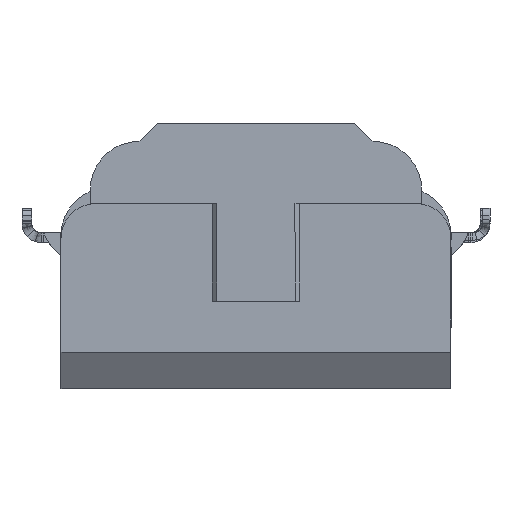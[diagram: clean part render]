
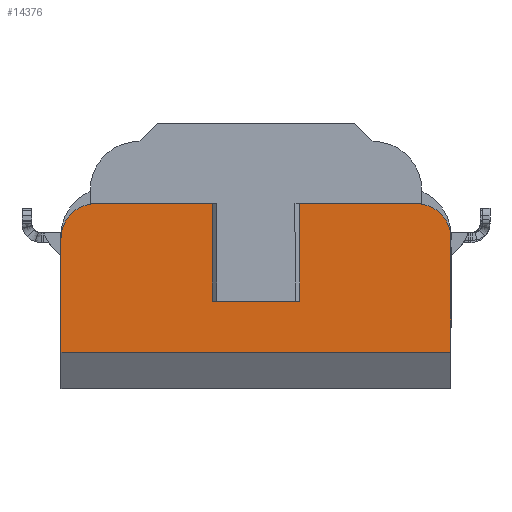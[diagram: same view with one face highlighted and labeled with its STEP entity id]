
A CAD part, left-side view. The second image highlights one B-rep face of the part: STEP entity #14376.
In plain terms, the highlighted planar face has unit normal (-1, 0, 0).
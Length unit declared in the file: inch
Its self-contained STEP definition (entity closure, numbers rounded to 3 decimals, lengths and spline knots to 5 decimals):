
#60 = LINE ( 'NONE', #6969, #2251 ) ;
#133 = CARTESIAN_POINT ( 'NONE',  ( -0.50197, 0.15748, 0.03103 ) ) ;
#1015 = CARTESIAN_POINT ( 'NONE',  ( -0.50197, 0., -0.01969 ) ) ;
#1341 = DIRECTION ( 'NONE',  ( 0., -1., 0. ) ) ;
#1591 = CARTESIAN_POINT ( 'NONE',  ( -0.50197, 0.03543, 0.05906 ) ) ;
#2207 = AXIS2_PLACEMENT_3D ( 'NONE', #17687, #17797, #19402 ) ;
#2251 = VECTOR ( 'NONE', #3523, 39.37008 ) ;
#2301 = ORIENTED_EDGE ( 'NONE', *, *, #4529, .F. ) ;
#2396 = AXIS2_PLACEMENT_3D ( 'NONE', #10170, #18830, #1341 ) ;
#2583 = DIRECTION ( 'NONE',  ( 0., 0., -1. ) ) ;
#2630 = ORIENTED_EDGE ( 'NONE', *, *, #5818, .T. ) ;
#2644 = DIRECTION ( 'NONE',  ( 0., 1., 0. ) ) ;
#2917 = VECTOR ( 'NONE', #2644, 39.37008 ) ;
#3126 = CIRCLE ( 'NONE', #9720, 0.02803 ) ;
#3166 = VERTEX_POINT ( 'NONE', #13478 ) ;
#3239 = EDGE_CURVE ( 'NONE', #19445, #3470, #12441, .T. ) ;
#3470 = VERTEX_POINT ( 'NONE', #17397 ) ;
#3523 = DIRECTION ( 'NONE',  ( 0., 0., 1. ) ) ;
#4031 = VERTEX_POINT ( 'NONE', #18229 ) ;
#4529 = EDGE_CURVE ( 'NONE', #19445, #7850, #20080, .T. ) ;
#5116 = VECTOR ( 'NONE', #2583, 39.37008 ) ;
#5121 = EDGE_CURVE ( 'NONE', #10581, #10753, #13954, .T. ) ;
#5140 = ORIENTED_EDGE ( 'NONE', *, *, #5121, .T. ) ;
#5574 = VECTOR ( 'NONE', #12103, 39.37008 ) ;
#5604 = DIRECTION ( 'NONE',  ( 0., 0., -1. ) ) ;
#5716 = LINE ( 'NONE', #7337, #18578 ) ;
#5818 = EDGE_CURVE ( 'NONE', #4031, #7850, #20365, .T. ) ;
#5840 = CARTESIAN_POINT ( 'NONE',  ( -0.50197, 0., -0.06102 ) ) ;
#6010 = CARTESIAN_POINT ( 'NONE',  ( -0.50197, 0.15748, -0.06102 ) ) ;
#6854 = LINE ( 'NONE', #8920, #21723 ) ;
#6969 = CARTESIAN_POINT ( 'NONE',  ( -0.50197, -0.15748, -0.015 ) ) ;
#7337 = CARTESIAN_POINT ( 'NONE',  ( -0.50197, -0.03543, 0.01969 ) ) ;
#7682 = ORIENTED_EDGE ( 'NONE', *, *, #22293, .T. ) ;
#7850 = VERTEX_POINT ( 'NONE', #13355 ) ;
#8161 = ORIENTED_EDGE ( 'NONE', *, *, #12253, .T. ) ;
#8258 = VERTEX_POINT ( 'NONE', #133 ) ;
#8920 = CARTESIAN_POINT ( 'NONE',  ( -0.50197, 0.15748, -0.015 ) ) ;
#9720 = AXIS2_PLACEMENT_3D ( 'NONE', #12144, #10065, #15240 ) ;
#9815 = ORIENTED_EDGE ( 'NONE', *, *, #19249, .T. ) ;
#10065 = DIRECTION ( 'NONE',  ( -1., 0., 0. ) ) ;
#10170 = CARTESIAN_POINT ( 'NONE',  ( -0.50197, 0., 0. ) ) ;
#10581 = VERTEX_POINT ( 'NONE', #16190 ) ;
#10662 = VERTEX_POINT ( 'NONE', #18934 ) ;
#10753 = VERTEX_POINT ( 'NONE', #15338 ) ;
#11323 = CARTESIAN_POINT ( 'NONE',  ( -0.50197, 0.03543, 0.01969 ) ) ;
#11499 = ORIENTED_EDGE ( 'NONE', *, *, #22224, .T. ) ;
#11799 = PLANE ( 'NONE',  #2396 ) ;
#11995 = CARTESIAN_POINT ( 'NONE',  ( -0.50197, -0.08244, 0.05906 ) ) ;
#12103 = DIRECTION ( 'NONE',  ( 0., 1., 0. ) ) ;
#12144 = CARTESIAN_POINT ( 'NONE',  ( -0.50197, 0.12945, 0.03103 ) ) ;
#12253 = EDGE_CURVE ( 'NONE', #3166, #4031, #5716, .T. ) ;
#12441 = LINE ( 'NONE', #15997, #16020 ) ;
#13355 = CARTESIAN_POINT ( 'NONE',  ( -0.50197, 0.03543, -0.01969 ) ) ;
#13478 = CARTESIAN_POINT ( 'NONE',  ( -0.50197, -0.03543, 0.05906 ) ) ;
#13831 = VERTEX_POINT ( 'NONE', #6010 ) ;
#13941 = EDGE_CURVE ( 'NONE', #10753, #3166, #18680, .T. ) ;
#13954 = CIRCLE ( 'NONE', #2207, 0.02803 ) ;
#14276 = EDGE_CURVE ( 'NONE', #3470, #8258, #3126, .T. ) ;
#14333 = ORIENTED_EDGE ( 'NONE', *, *, #14276, .T. ) ;
#14376 = ADVANCED_FACE ( 'NONE', ( #22744 ), #11799, .T. ) ;
#14476 = LINE ( 'NONE', #5840, #22742 ) ;
#15240 = DIRECTION ( 'NONE',  ( 0., 1., 0. ) ) ;
#15338 = CARTESIAN_POINT ( 'NONE',  ( -0.50197, -0.12945, 0.05906 ) ) ;
#15743 = EDGE_LOOP ( 'NONE', ( #2630, #2301, #21429, #14333, #7682, #9815, #11499, #5140, #17843, #8161 ) ) ;
#15997 = CARTESIAN_POINT ( 'NONE',  ( -0.50197, 0.08244, 0.05906 ) ) ;
#16020 = VECTOR ( 'NONE', #22702, 39.37008 ) ;
#16036 = DIRECTION ( 'NONE',  ( 0., 0., -1. ) ) ;
#16190 = CARTESIAN_POINT ( 'NONE',  ( -0.50197, -0.15748, 0.03103 ) ) ;
#17397 = CARTESIAN_POINT ( 'NONE',  ( -0.50197, 0.12945, 0.05906 ) ) ;
#17687 = CARTESIAN_POINT ( 'NONE',  ( -0.50197, -0.12945, 0.03103 ) ) ;
#17797 = DIRECTION ( 'NONE',  ( -1., 0., 0. ) ) ;
#17843 = ORIENTED_EDGE ( 'NONE', *, *, #13941, .T. ) ;
#18229 = CARTESIAN_POINT ( 'NONE',  ( -0.50197, -0.03543, -0.01969 ) ) ;
#18578 = VECTOR ( 'NONE', #5604, 39.37008 ) ;
#18680 = LINE ( 'NONE', #11995, #5574 ) ;
#18830 = DIRECTION ( 'NONE',  ( -1., 0., 0. ) ) ;
#18934 = CARTESIAN_POINT ( 'NONE',  ( -0.50197, -0.15748, -0.06102 ) ) ;
#19249 = EDGE_CURVE ( 'NONE', #13831, #10662, #14476, .T. ) ;
#19402 = DIRECTION ( 'NONE',  ( 0., 1., 0. ) ) ;
#19445 = VERTEX_POINT ( 'NONE', #1591 ) ;
#20080 = LINE ( 'NONE', #11323, #5116 ) ;
#20365 = LINE ( 'NONE', #1015, #2917 ) ;
#21429 = ORIENTED_EDGE ( 'NONE', *, *, #3239, .T. ) ;
#21509 = DIRECTION ( 'NONE',  ( 0., -1., 0. ) ) ;
#21723 = VECTOR ( 'NONE', #16036, 39.37008 ) ;
#22224 = EDGE_CURVE ( 'NONE', #10662, #10581, #60, .T. ) ;
#22293 = EDGE_CURVE ( 'NONE', #8258, #13831, #6854, .T. ) ;
#22702 = DIRECTION ( 'NONE',  ( 0., 1., 0. ) ) ;
#22742 = VECTOR ( 'NONE', #21509, 39.37008 ) ;
#22744 = FACE_OUTER_BOUND ( 'NONE', #15743, .T. ) ;
